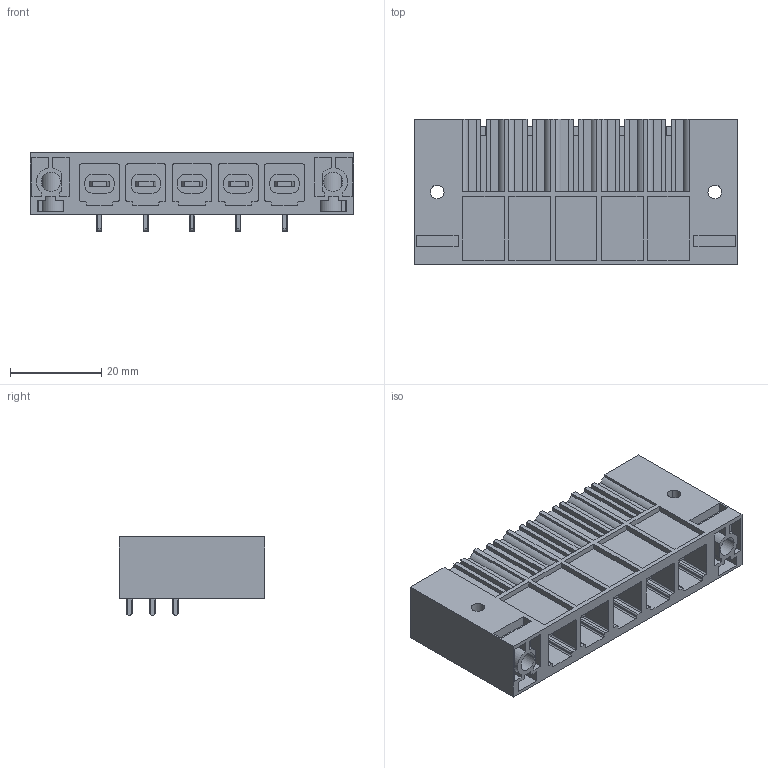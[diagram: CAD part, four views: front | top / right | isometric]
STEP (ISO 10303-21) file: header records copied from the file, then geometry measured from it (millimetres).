
FILE_DESCRIPTION(('CATIA V5 STEP Exchange','CAx-IF Rec.Pracs.--- Model Styling and Organization---1.2---2011-12-15'),'2;1');
FILE_NAME ('D1456695_0_1813760000_1813760000.stp','2018-11-28T09:37:12+00:00',('none'),('Weidmueller'),'CATIA Version 5-6 Release 2014','CATIA V5 STEP AP214','none');
FILE_SCHEMA(('AUTOMOTIVE_DESIGN { 1 0 10303 214 1 1 1 1 }'));
Length unit declared in the file: millimetre
Products named in the file (1): 1813760000
Bounding box: 71.12 x 32 x 17.2 mm (x, y, z)
Volume: 14340.6 mm3; surface area: 22023.8 mm2
Topology: 6 solids, 6 shells, 887 faces, 2532 edges, 1688 vertices
Faces by surface type: plane 743, cylinder 144
Entity records: 26184 total; most frequent: ORIENTED_EDGE 5064, CARTESIAN_POINT 4974, DIRECTION 3288, EDGE_CURVE 2532, VECTOR 2184, LINE 2184, VERTEX_POINT 1688, EDGE_LOOP 940
